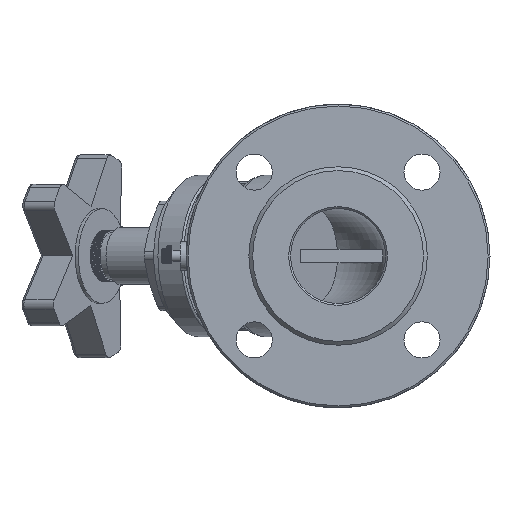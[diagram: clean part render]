
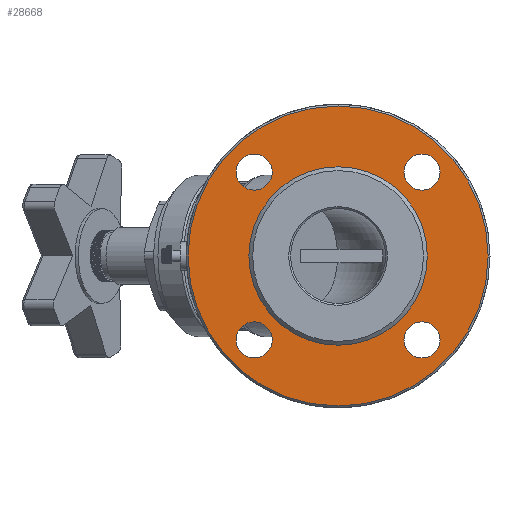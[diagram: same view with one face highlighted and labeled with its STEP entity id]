
A CAD part, left-side view. The second image highlights one B-rep face of the part: STEP entity #28668.
In plain terms, the highlighted planar face has unit normal (-1, 0, 0).
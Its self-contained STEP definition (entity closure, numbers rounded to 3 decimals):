
#354=FACE_BOUND('',#2751,.T.);
#355=FACE_BOUND('',#2752,.T.);
#356=FACE_BOUND('',#2753,.T.);
#357=FACE_BOUND('',#2754,.T.);
#358=FACE_BOUND('',#2755,.T.);
#1091=FACE_OUTER_BOUND('',#2750,.T.);
#2750=EDGE_LOOP('',(#18176));
#2751=EDGE_LOOP('',(#18177));
#2752=EDGE_LOOP('',(#18178));
#2753=EDGE_LOOP('',(#18179));
#2754=EDGE_LOOP('',(#18180));
#2755=EDGE_LOOP('',(#18181));
#4381=CIRCLE('',#30511,9.5);
#4383=CIRCLE('',#30514,9.5);
#4385=CIRCLE('',#30517,9.5);
#4387=CIRCLE('',#30520,9.5);
#4388=CIRCLE('',#30522,47.);
#4390=CIRCLE('',#30525,79.);
#10955=VERTEX_POINT('',#43896);
#10957=VERTEX_POINT('',#43902);
#10959=VERTEX_POINT('',#43908);
#10961=VERTEX_POINT('',#43914);
#10962=VERTEX_POINT('',#43918);
#10964=VERTEX_POINT('',#43924);
#13643=EDGE_CURVE('',#10955,#10955,#4381,.T.);
#13646=EDGE_CURVE('',#10957,#10957,#4383,.T.);
#13649=EDGE_CURVE('',#10959,#10959,#4385,.T.);
#13652=EDGE_CURVE('',#10961,#10961,#4387,.T.);
#13653=EDGE_CURVE('',#10962,#10962,#4388,.T.);
#13656=EDGE_CURVE('',#10964,#10964,#4390,.T.);
#18176=ORIENTED_EDGE('',*,*,#13656,.F.);
#18177=ORIENTED_EDGE('',*,*,#13653,.F.);
#18178=ORIENTED_EDGE('',*,*,#13643,.F.);
#18179=ORIENTED_EDGE('',*,*,#13646,.F.);
#18180=ORIENTED_EDGE('',*,*,#13649,.F.);
#18181=ORIENTED_EDGE('',*,*,#13652,.F.);
#25730=PLANE('',#30524);
#28668=ADVANCED_FACE('',(#1091,#354,#355,#356,#357,#358),#25730,.F.);
#30511=AXIS2_PLACEMENT_3D('',#43898,#33752,#33753);
#30514=AXIS2_PLACEMENT_3D('',#43904,#33759,#33760);
#30517=AXIS2_PLACEMENT_3D('',#43910,#33766,#33767);
#30520=AXIS2_PLACEMENT_3D('',#43916,#33773,#33774);
#30522=AXIS2_PLACEMENT_3D('',#43919,#33777,#33778);
#30524=AXIS2_PLACEMENT_3D('',#43923,#33782,#33783);
#30525=AXIS2_PLACEMENT_3D('',#43925,#33784,#33785);
#33752=DIRECTION('center_axis',(-1.,0.,0.));
#33753=DIRECTION('ref_axis',(0.,-1.,0.));
#33759=DIRECTION('center_axis',(-1.,0.,0.));
#33760=DIRECTION('ref_axis',(0.,-1.,0.));
#33766=DIRECTION('center_axis',(-1.,0.,0.));
#33767=DIRECTION('ref_axis',(0.,-1.,0.));
#33773=DIRECTION('center_axis',(-1.,0.,0.));
#33774=DIRECTION('ref_axis',(0.,-1.,0.));
#33777=DIRECTION('center_axis',(-1.,0.,0.));
#33778=DIRECTION('ref_axis',(0.,0.,-1.));
#33782=DIRECTION('center_axis',(1.,0.,0.));
#33783=DIRECTION('ref_axis',(0.,0.,-1.));
#33784=DIRECTION('center_axis',(1.,0.,0.));
#33785=DIRECTION('ref_axis',(0.,-1.,0.));
#43896=CARTESIAN_POINT('',(0.,53.694,44.194));
#43898=CARTESIAN_POINT('Origin',(0.,44.194,44.194));
#43902=CARTESIAN_POINT('',(0.,-34.694,44.194));
#43904=CARTESIAN_POINT('Origin',(0.,-44.194,44.194));
#43908=CARTESIAN_POINT('',(0.,-34.694,-44.194));
#43910=CARTESIAN_POINT('Origin',(0.,-44.194,-44.194));
#43914=CARTESIAN_POINT('',(0.,53.694,-44.194));
#43916=CARTESIAN_POINT('Origin',(0.,44.194,-44.194));
#43918=CARTESIAN_POINT('',(0.,0.,47.));
#43919=CARTESIAN_POINT('Origin',(0.,0.,0.));
#43923=CARTESIAN_POINT('Origin',(0.,0.,0.));
#43924=CARTESIAN_POINT('',(0.,79.,0.));
#43925=CARTESIAN_POINT('Origin',(0.,0.,0.));
